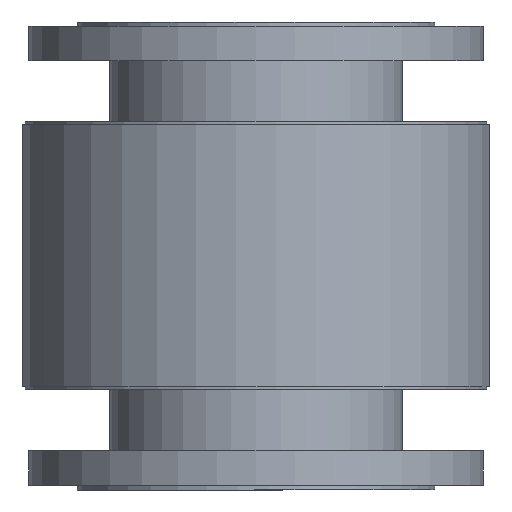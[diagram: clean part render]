
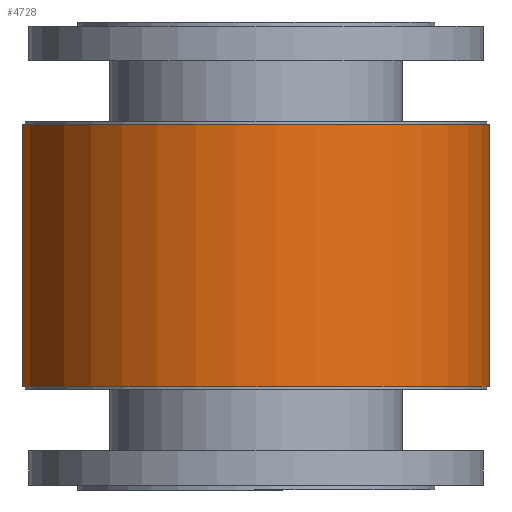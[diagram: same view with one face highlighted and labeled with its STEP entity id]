
A CAD part, front view. The second image highlights one B-rep face of the part: STEP entity #4728.
In plain terms, the highlighted cylindrical face has radius 175 mm (diameter 350 mm), a partial arc.
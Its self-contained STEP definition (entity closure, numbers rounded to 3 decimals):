
#439=FACE_OUTER_BOUND('',#758,.T.);
#758=EDGE_LOOP('',(#3098,#3099,#3100,#3101));
#1124=LINE('',#7206,#1361);
#1125=LINE('',#7209,#1362);
#1361=VECTOR('',#5787,10.);
#1362=VECTOR('',#5790,10.);
#1608=CIRCLE('',#5079,175.);
#1609=CIRCLE('',#5081,175.);
#1921=VERTEX_POINT('',#7200);
#1922=VERTEX_POINT('',#7201);
#1923=VERTEX_POINT('',#7205);
#1924=VERTEX_POINT('',#7207);
#2371=EDGE_CURVE('',#1922,#1921,#1608,.T.);
#2372=EDGE_CURVE('',#1923,#1922,#1124,.T.);
#2373=EDGE_CURVE('',#1924,#1923,#1609,.T.);
#2374=EDGE_CURVE('',#1921,#1924,#1125,.T.);
#3098=ORIENTED_EDGE('',*,*,#2372,.F.);
#3099=ORIENTED_EDGE('',*,*,#2373,.F.);
#3100=ORIENTED_EDGE('',*,*,#2374,.F.);
#3101=ORIENTED_EDGE('',*,*,#2371,.F.);
#4301=CYLINDRICAL_SURFACE('',#5080,175.);
#4728=ADVANCED_FACE('',(#439),#4301,.T.);
#5079=AXIS2_PLACEMENT_3D('',#7203,#5783,#5784);
#5080=AXIS2_PLACEMENT_3D('',#7204,#5785,#5786);
#5081=AXIS2_PLACEMENT_3D('',#7208,#5788,#5789);
#5783=DIRECTION('center_axis',(0.,0.,-1.));
#5784=DIRECTION('ref_axis',(-0.576,0.817,0.));
#5785=DIRECTION('center_axis',(0.,0.,1.));
#5786=DIRECTION('ref_axis',(0.,-1.,0.));
#5787=DIRECTION('',(0.,0.,-1.));
#5788=DIRECTION('center_axis',(0.,0.,1.));
#5789=DIRECTION('ref_axis',(-0.576,0.817,0.));
#5790=DIRECTION('',(0.,0.,1.));
#7200=CARTESIAN_POINT('',(-118.839,146.971,-98.));
#7201=CARTESIAN_POINT('',(82.913,146.971,-98.));
#7203=CARTESIAN_POINT('Origin',(-17.963,3.971,-98.));
#7204=CARTESIAN_POINT('Origin',(-17.963,3.971,0.));
#7205=CARTESIAN_POINT('',(82.913,146.971,98.));
#7206=CARTESIAN_POINT('',(82.913,146.971,0.));
#7207=CARTESIAN_POINT('',(-118.839,146.971,98.));
#7208=CARTESIAN_POINT('Origin',(-17.963,3.971,98.));
#7209=CARTESIAN_POINT('',(-118.839,146.971,0.));
